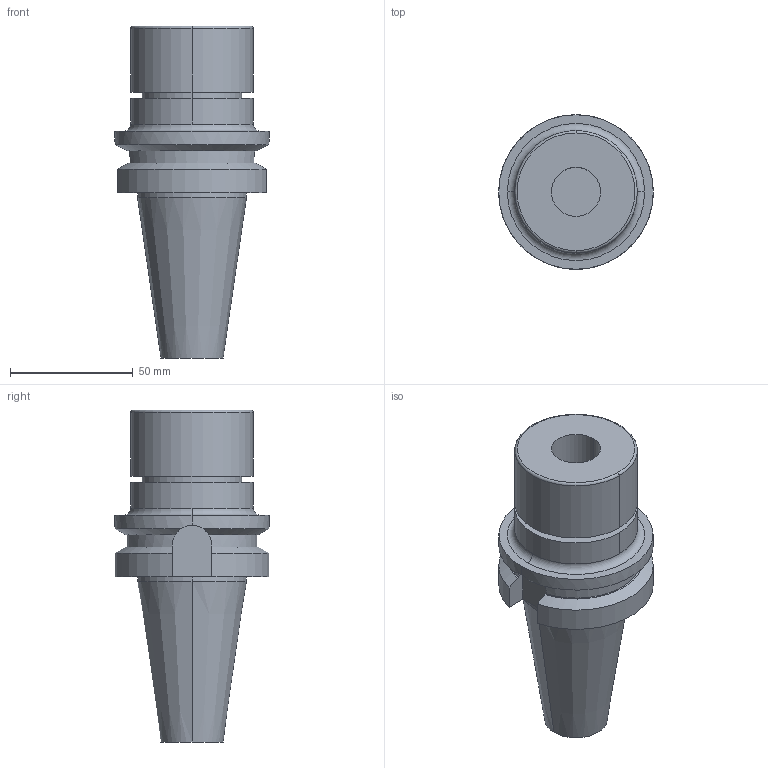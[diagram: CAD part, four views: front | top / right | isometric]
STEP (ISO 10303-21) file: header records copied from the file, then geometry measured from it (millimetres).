
FILE_DESCRIPTION (( 'STEP AP203' ), '1' );
FILE_NAME ('STP-5011-529-032-070-AV.STEP', '2021-09-23T03:04:32', ( '' ), ( '' ), 'SwSTEP 2.0', 'SolidWorks 2017', '' );
FILE_SCHEMA (( 'CONFIG_CONTROL_DESIGN' ));
Length unit declared in the file: millimetre
Products named in the file (1): STP-5011-529-032-070-AV
Bounding box: 63 x 63 x 135.4 mm (x, y, z)
Volume: 196043.8 mm3; surface area: 31291.6 mm2
Topology: 1 solids, 1 shells, 56 faces, 134 edges, 86 vertices
Faces by surface type: cylinder 25, plane 19, cone 8, torus 4
Entity records: 1768 total; most frequent: CARTESIAN_POINT 367, DIRECTION 293, ORIENTED_EDGE 264, EDGE_CURVE 132, AXIS2_PLACEMENT_3D 120, VERTEX_POINT 86, EDGE_LOOP 64, CIRCLE 63
